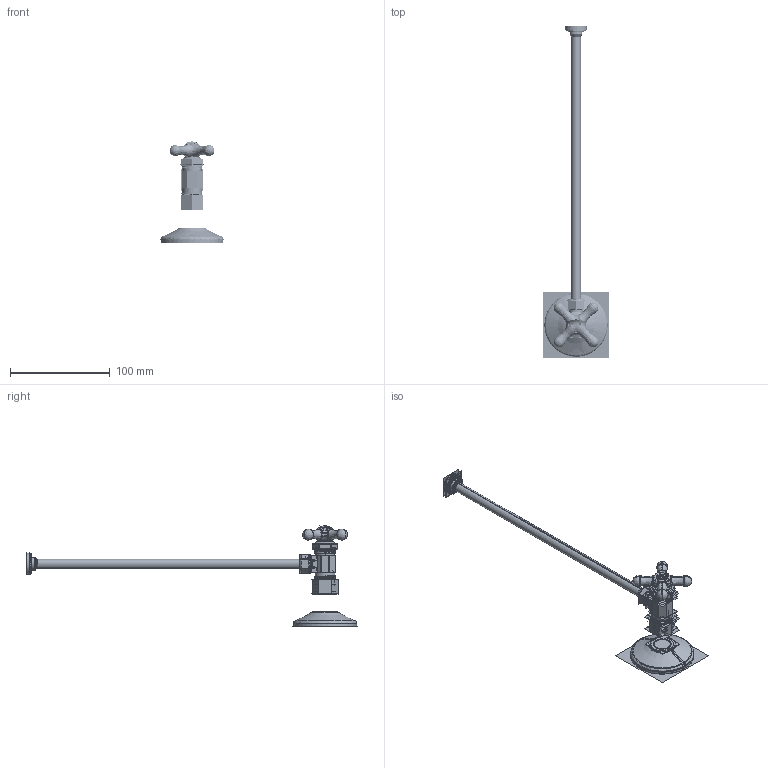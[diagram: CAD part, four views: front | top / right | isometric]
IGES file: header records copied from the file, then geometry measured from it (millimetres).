
Start section:  PTC IGES file: 495x.igs
Global section: file name: 495x.igs; native system: Creo Parametric by PTC Inc.; preprocessor: 2018500; author: NSantos; organization: Unknown; date: 20210617.172918; units: inch
Bounding box: 66.04 x 333.29 x 101.8 mm (x, y, z)
Surface area: 1043191.9 mm2 (no closed solid volume)
Topology: 0 solids, 0 shells, 1489 faces, 26804 edges, 35465 vertices
Faces by surface type: revolution 821, bspline 666, extrusion 2
